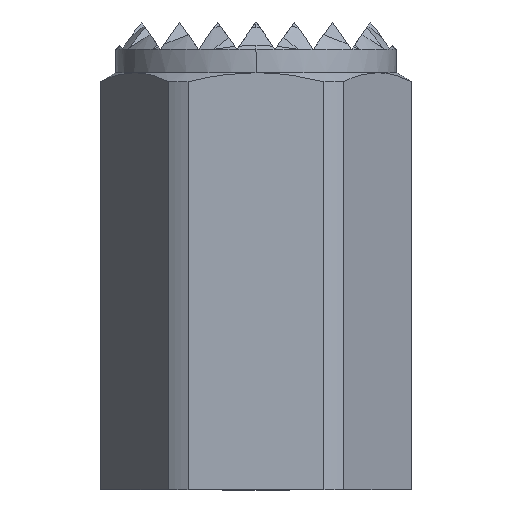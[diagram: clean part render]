
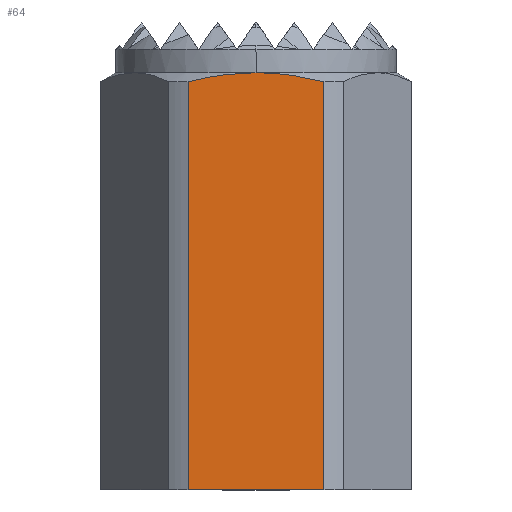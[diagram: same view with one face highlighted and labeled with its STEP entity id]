
A CAD part, left-side view. The second image highlights one B-rep face of the part: STEP entity #64.
In plain terms, the highlighted planar face has unit normal (-1, 0, 0).
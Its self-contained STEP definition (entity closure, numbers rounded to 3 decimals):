
#64=ADVANCED_FACE('',(#388),#389,.T.);
#388=FACE_OUTER_BOUND('',#1000,.T.);
#389=PLANE('',#1001);
#1000=EDGE_LOOP('',(#1720,#1721,#1722,#1723,#1724));
#1001=AXIS2_PLACEMENT_3D('',#1725,#1726,#1727);
#1720=ORIENTED_EDGE('',*,*,#3769,.F.);
#1721=ORIENTED_EDGE('',*,*,#3780,.F.);
#1722=ORIENTED_EDGE('',*,*,#3763,.F.);
#1723=ORIENTED_EDGE('',*,*,#3781,.T.);
#1724=ORIENTED_EDGE('',*,*,#3778,.T.);
#1725=CARTESIAN_POINT('',(-18.0,10.392,0.0));
#1726=DIRECTION('',(-1.0,0.,0.0));
#1727=DIRECTION('',(0.,-1.0,0.0));
#3763=EDGE_CURVE('',#4426,#4427,#4428,.T.);
#3769=EDGE_CURVE('',#4437,#4439,#4440,.T.);
#3778=EDGE_CURVE('',#4340,#4439,#4454,.T.);
#3780=EDGE_CURVE('',#4427,#4437,#4456,.T.);
#3781=EDGE_CURVE('',#4426,#4340,#4457,.T.);
#4340=VERTEX_POINT('',#5248);
#4426=VERTEX_POINT('',#5445);
#4427=VERTEX_POINT('',#5446);
#4428=LINE('',#5447,#5448);
#4437=VERTEX_POINT('',#5459);
#4439=VERTEX_POINT('',#5461);
#4440=LINE('',#5462,#5463);
#4454=(B_SPLINE_CURVE(2,(#5499,#5500,#5501),.UNSPECIFIED.,.F.,.F.)B_SPLINE_CURVE_WITH_KNOTS((3,3),(3.563,4.969),.UNSPECIFIED.)RATIONAL_B_SPLINE_CURVE((1.0,1.098,1.118))BOUNDED_CURVE()REPRESENTATION_ITEM('')GEOMETRIC_REPRESENTATION_ITEM()CURVE());
#4456=LINE('',#5509,#5510);
#4457=(B_SPLINE_CURVE(2,(#5512,#5513,#5514),.UNSPECIFIED.,.F.,.F.)B_SPLINE_CURVE_WITH_KNOTS((3,3),(2.157,3.563),.UNSPECIFIED.)RATIONAL_B_SPLINE_CURVE((1.118,1.098,1.0))BOUNDED_CURVE()REPRESENTATION_ITEM('')GEOMETRIC_REPRESENTATION_ITEM()CURVE());
#5248=CARTESIAN_POINT('',(-18.0,0.,53.5));
#5445=CARTESIAN_POINT('',(-18.0,-8.718,52.345));
#5446=CARTESIAN_POINT('',(-18.0,-8.718,0.0));
#5447=CARTESIAN_POINT('',(-18.0,-8.718,26.75));
#5448=VECTOR('',#7783,1.0);
#5459=CARTESIAN_POINT('',(-18.0,8.718,0.0));
#5461=CARTESIAN_POINT('',(-18.0,8.718,52.345));
#5462=CARTESIAN_POINT('',(-18.0,8.718,26.75));
#5463=VECTOR('',#7795,1.0);
#5499=CARTESIAN_POINT('',(-18.0,0.,53.5));
#5500=CARTESIAN_POINT('',(-18.0,4.823,53.5));
#5501=CARTESIAN_POINT('',(-18.0,10.392,51.892));
#5509=CARTESIAN_POINT('',(-18.0,-10.392,0.0));
#5510=VECTOR('',#7811,10.0);
#5512=CARTESIAN_POINT('',(-18.0,-10.392,51.892));
#5513=CARTESIAN_POINT('',(-18.0,-4.823,53.5));
#5514=CARTESIAN_POINT('',(-18.0,0.,53.5));
#7783=DIRECTION('',(-0.0,-0.0,-1.0));
#7795=DIRECTION('',(0.0,0.0,1.0));
#7811=DIRECTION('',(0.,1.0,0.0));
